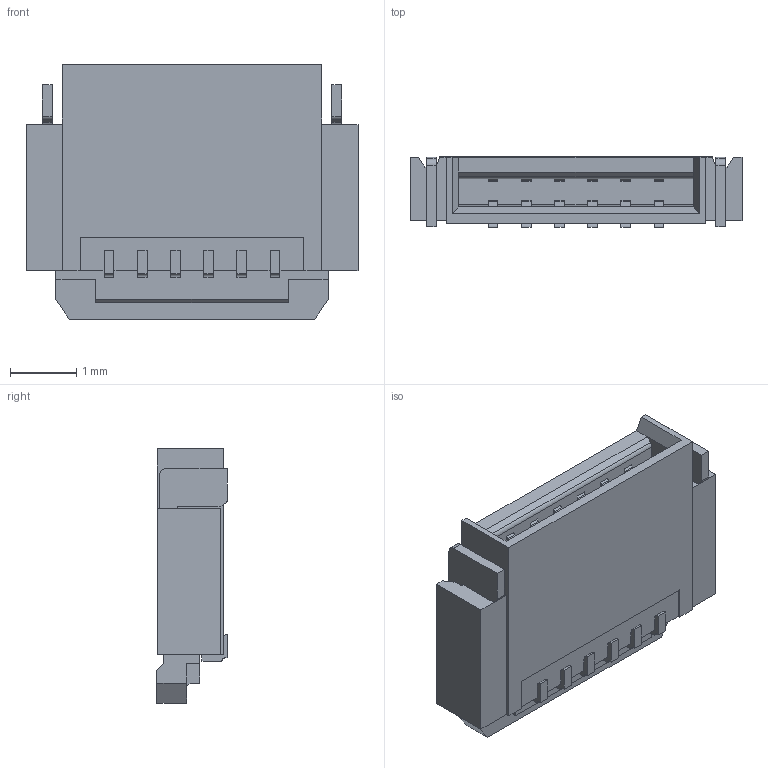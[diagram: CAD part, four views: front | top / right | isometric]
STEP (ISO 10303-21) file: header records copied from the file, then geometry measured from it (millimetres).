
FILE_DESCRIPTION((''),'2;1');
FILE_NAME('C-2328702-6','2018-05-15T',('workeradm'),('TE Connectivity Ltd.'),'CREO PARAMETRIC BY PTC INC, 2016050','CREO PARAMETRIC BY PTC INC, 2016050','');
FILE_SCHEMA(('AUTOMOTIVE_DESIGN { 1 0 10303 214 1 1 1 1 }'));
Length unit declared in the file: millimetre
Products named in the file (1): C-2328702-6
Bounding box: 5 x 1.06 x 3.83 mm (x, y, z)
Volume: 12.5 mm3; surface area: 77.8 mm2
Topology: 1 solids, 1 shells, 320 faces, 939 edges, 622 vertices
Faces by surface type: plane 246, cylinder 74
Entity records: 10749 total; most frequent: CARTESIAN_POINT 1883, ORIENTED_EDGE 1878, DIRECTION 1741, EDGE_CURVE 939, VECTOR 777, LINE 777, VERTEX_POINT 622, AXIS2_PLACEMENT_3D 482
